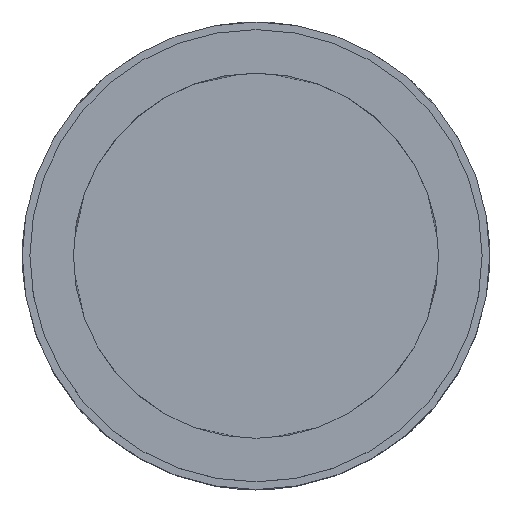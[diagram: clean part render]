
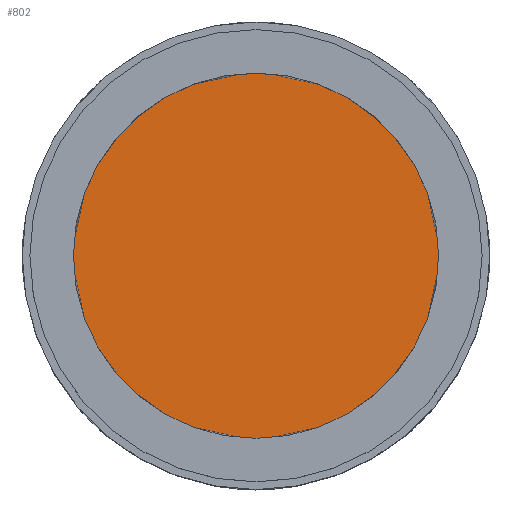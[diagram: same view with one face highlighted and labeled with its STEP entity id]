
A CAD part, top view. The second image highlights one B-rep face of the part: STEP entity #802.
In plain terms, the highlighted planar face has unit normal (0, 0, 1).
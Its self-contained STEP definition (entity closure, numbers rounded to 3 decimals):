
#128=PLANE('',#873);
#151=FACE_OUTER_BOUND('',#225,.T.);
#225=EDGE_LOOP('',(#667));
#319=CIRCLE('',#872,45.85);
#405=VERTEX_POINT('',#2348);
#507=EDGE_CURVE('',#405,#405,#319,.T.);
#667=ORIENTED_EDGE('',*,*,#507,.T.);
#802=ADVANCED_FACE('',(#151),#128,.T.);
#872=AXIS2_PLACEMENT_3D('',#2350,#988,#989);
#873=AXIS2_PLACEMENT_3D('',#2351,#990,#991);
#988=DIRECTION('center_axis',(0.,0.,1.));
#989=DIRECTION('ref_axis',(1.,0.,0.));
#990=DIRECTION('center_axis',(0.,0.,1.));
#991=DIRECTION('ref_axis',(1.,0.,0.));
#2348=CARTESIAN_POINT('',(-45.85,0.,4.));
#2350=CARTESIAN_POINT('Origin',(0.,0.,4.));
#2351=CARTESIAN_POINT('Origin',(0.,0.,4.));
